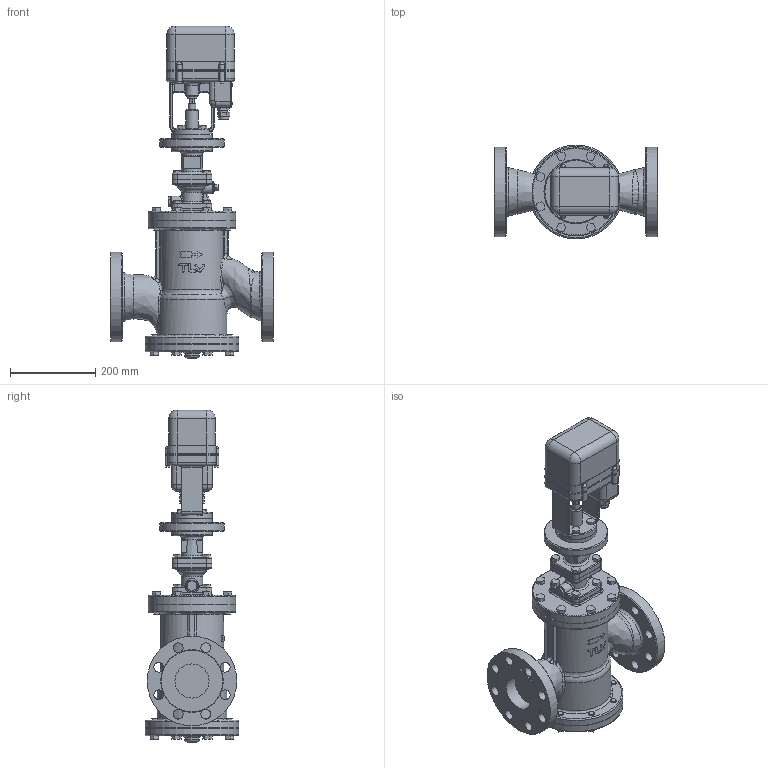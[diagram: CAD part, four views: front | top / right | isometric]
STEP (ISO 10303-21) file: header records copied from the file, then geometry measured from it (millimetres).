
FILE_DESCRIPTION(/* description */ (''),/* implementation_level */ '2;1');
FILE_NAME(/* name */ 'ccr16-080-a0250-00.stp',/* time_stamp */ '2018-01-09T10:40:06+09:00',/* author */ ('nakaot'),/* organization */ (''),/* preprocessor_version */ 'ST-DEVELOPER v15.6',/* originating_system */ 'Autodesk Inventor 2015',/* authorisation */ '');
FILE_SCHEMA (('CONFIG_CONTROL_DESIGN'));
Length unit declared in the file: millimetre
Products named in the file (1): ccr16-080-a0250-00
Bounding box: 383 x 220 x 778 mm (x, y, z)
Volume: 14294698.6 mm3; surface area: 938133.8 mm2
Topology: 1 solids, 1 shells, 1082 faces, 2705 edges, 1688 vertices
Faces by surface type: plane 571, cylinder 305, bspline 94, torus 92, sphere 12, cone 8
Full cylindrical faces by diameter (mm): 5.5 x4, 5.9 x4, 6 x4, 10 x12, 12 x32, 17 x1, 18 x1, 20 x2, 21 x1, 21.819 x1, 23 x17, 24 x2, 30 x2, 32 x1, 34 x1, 35.809 x1, 45.543 x1, 62.635 x1, 69.584 x1, 80 x2, 95 x3, 135.233 x1, 144.5 x2, 150 x1, 162.771 x1, 206 x2, 210 x2, 220 x2
Entity records: 37670 total; most frequent: CARTESIAN_POINT 12845, ORIENTED_EDGE 5018, DIRECTION 5009, EDGE_CURVE 2509, AXIS2_PLACEMENT_3D 1828, VERTEX_POINT 1655, EDGE_LOOP 1384, LINE 1353
